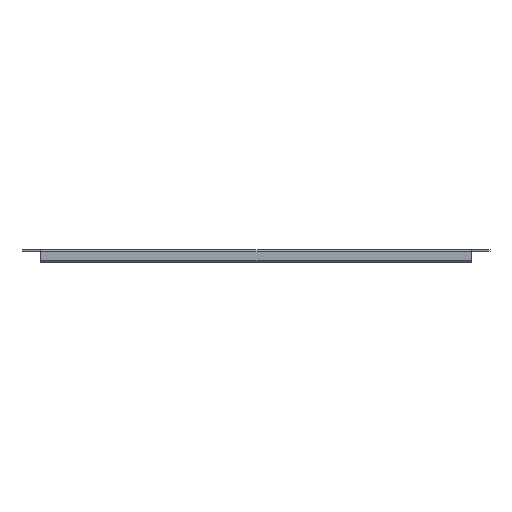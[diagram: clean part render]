
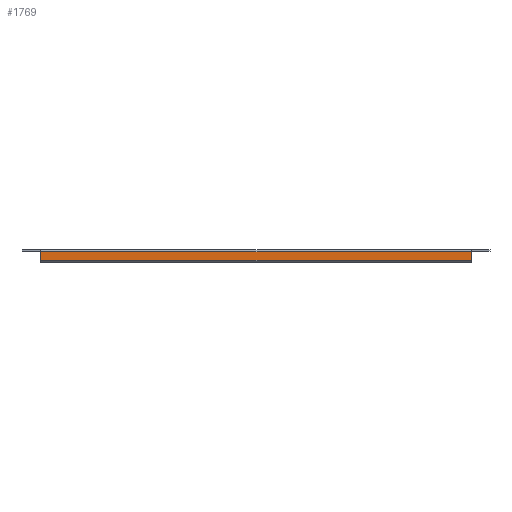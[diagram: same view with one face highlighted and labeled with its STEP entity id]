
A CAD part, front view. The second image highlights one B-rep face of the part: STEP entity #1769.
In plain terms, the highlighted planar face has unit normal (0, -1, 0).
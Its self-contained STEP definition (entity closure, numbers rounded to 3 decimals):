
#70 = CARTESIAN_POINT ( 'NONE',  ( 563.513, -286.711, -2.5 ) ) ;
#129 = ORIENTED_EDGE ( 'NONE', *, *, #441, .F. ) ;
#180 = EDGE_CURVE ( 'NONE', #767, #459, #1594, .T. ) ;
#199 = PLANE ( 'NONE',  #573 ) ;
#262 = EDGE_LOOP ( 'NONE', ( #390, #1424, #129, #1433 ) ) ;
#293 = CARTESIAN_POINT ( 'NONE',  ( -121.487, -286.711, -3.5 ) ) ;
#311 = CARTESIAN_POINT ( 'NONE',  ( -121.487, -286.711, -20. ) ) ;
#352 = DIRECTION ( 'NONE',  ( 1., 0., 0. ) ) ;
#381 = LINE ( 'NONE', #1075, #878 ) ;
#390 = ORIENTED_EDGE ( 'NONE', *, *, #958, .T. ) ;
#441 = EDGE_CURVE ( 'NONE', #789, #767, #956, .T. ) ;
#459 = VERTEX_POINT ( 'NONE', #548 ) ;
#483 = DIRECTION ( 'NONE',  ( 0., 1., 0. ) ) ;
#539 = DIRECTION ( 'NONE',  ( 1., 0., 0. ) ) ;
#548 = CARTESIAN_POINT ( 'NONE',  ( 563.513, -286.711, -16.5 ) ) ;
#573 = AXIS2_PLACEMENT_3D ( 'NONE', #762, #483, #935 ) ;
#577 = EDGE_CURVE ( 'NONE', #1047, #789, #1590, .T. ) ;
#762 = CARTESIAN_POINT ( 'NONE',  ( 0., -286.711, 0. ) ) ;
#767 = VERTEX_POINT ( 'NONE', #856 ) ;
#789 = VERTEX_POINT ( 'NONE', #293 ) ;
#822 = CARTESIAN_POINT ( 'NONE',  ( 563.513, -286.711, -3.5 ) ) ;
#856 = CARTESIAN_POINT ( 'NONE',  ( 563.513, -286.711, -3.5 ) ) ;
#878 = VECTOR ( 'NONE', #352, 1000. ) ;
#885 = DIRECTION ( 'NONE',  ( 0., 0., 1. ) ) ;
#907 = FACE_OUTER_BOUND ( 'NONE', #262, .T. ) ;
#935 = DIRECTION ( 'NONE',  ( 0., 0., 1. ) ) ;
#956 = LINE ( 'NONE', #822, #964 ) ;
#958 = EDGE_CURVE ( 'NONE', #1047, #459, #381, .T. ) ;
#964 = VECTOR ( 'NONE', #539, 1000. ) ;
#1000 = CARTESIAN_POINT ( 'NONE',  ( -121.487, -286.711, -16.5 ) ) ;
#1047 = VERTEX_POINT ( 'NONE', #1000 ) ;
#1075 = CARTESIAN_POINT ( 'NONE',  ( -121.487, -286.711, -16.5 ) ) ;
#1223 = VECTOR ( 'NONE', #1368, 1000. ) ;
#1368 = DIRECTION ( 'NONE',  ( 0., 0., -1. ) ) ;
#1424 = ORIENTED_EDGE ( 'NONE', *, *, #180, .F. ) ;
#1433 = ORIENTED_EDGE ( 'NONE', *, *, #577, .F. ) ;
#1590 = LINE ( 'NONE', #311, #1802 ) ;
#1594 = LINE ( 'NONE', #70, #1223 ) ;
#1769 = ADVANCED_FACE ( 'NONE', ( #907 ), #199, .F. ) ;
#1802 = VECTOR ( 'NONE', #885, 1000. ) ;
